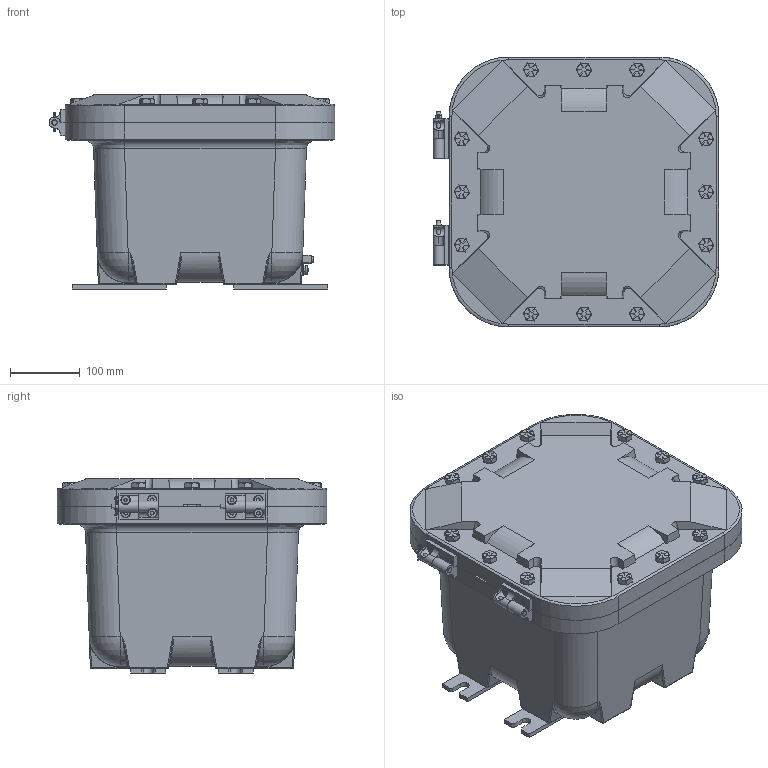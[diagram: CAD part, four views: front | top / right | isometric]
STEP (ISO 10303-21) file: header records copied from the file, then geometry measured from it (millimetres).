
FILE_DESCRIPTION(/* description */ (''),/* implementation_level */ '2;1');
FILE_NAME(/* name */ 'KIL_EXB-10108 N34.stp',/* time_stamp */ '2017-11-21T14:43:29+05:00',/* author */ ('ypadmaraja'),/* organization */ (''),/* preprocessor_version */ 'ST-DEVELOPER v16.13',/* originating_system */ 'Autodesk Inventor 2018',/* authorisation */ '');
FILE_SCHEMA (('AUTOMOTIVE_DESIGN { 1 0 10303 214 3 1 1 }'));
Products named in the file (17): EXB-10108 N34; 17594; 17593; 0106275B; Hinge 11B; 18094; Hinge 11T; 18095; 18093; SAE J487a - 1/8 x 3/4    Extended Prong Square Cut Type; 16972AAAB; 18147AABB; 0720361B; KIT-347; 392005_asm; 0723457B; ASME B18.21.1 - 1/4
Assembly tree (45 placements, depth 3):
  EXB-10108 N34
    17594
    17593
    0106275B  x4
    Hinge 11B
      18094
      18093
    Hinge 11T
      18095
      18093
      SAE J487a - 1/8 x 3/4    Extended Prong Square Cut Type
    16972AAAB  x8
    18147AABB  x8
    0720361B  x12
    KIT-347
      392005_asm
      0723457B
      ASME B18.21.1 - 1/4
Bounding box: 410.31 x 387.35 x 278.48 mm (x, y, z)
Volume: 12275689.7 mm3; surface area: 1250537 mm2
Topology: 45 solids, 47 shells, 3458 faces, 9056 edges, 5778 vertices
Faces by surface type: plane 2086, bspline 554, cylinder 379, cone 330, torus 74, sphere 35
Full cylindrical faces by diameter (mm): 2.779 x1, 5.613 x8, 6.144 x1, 6.198 x8, 6.746 x8, 6.756 x1, 6.858 x2, 7.798 x16, 7.874 x1, 7.938 x1, 8.064 x1, 8.075 x2, 8.077 x4, 9.286 x8, 10.312 x8, 10.592 x12, 12.418 x8, 12.423 x12, 13.487 x12, 13.494 x4, 19.05 x12
Entity records: 65404 total; most frequent: CARTESIAN_POINT 21312, ORIENTED_EDGE 9424, DIRECTION 7425, EDGE_CURVE 4714, VERTEX_POINT 3094, LINE 2655, VECTOR 2655, AXIS2_PLACEMENT_3D 2385
